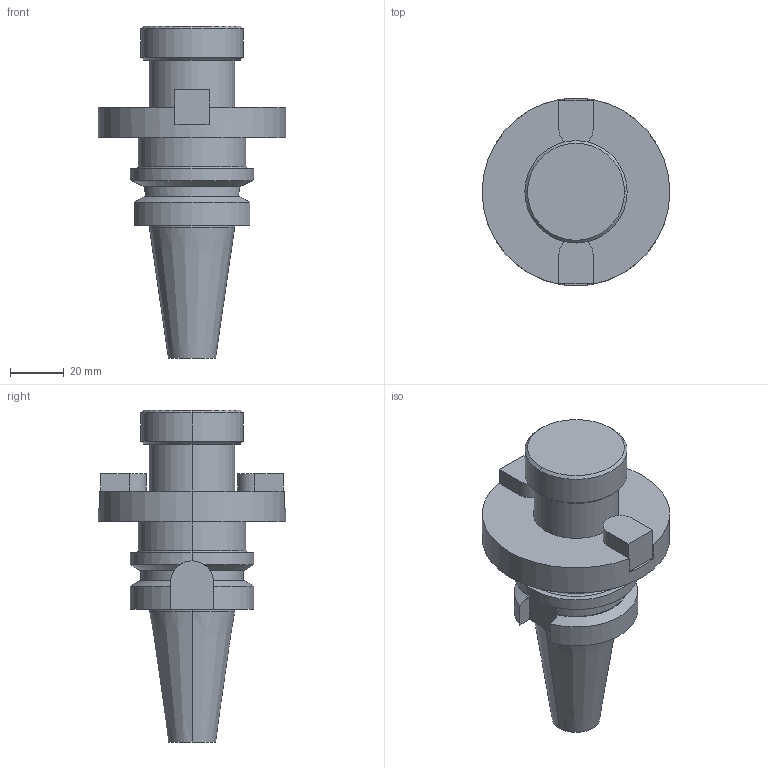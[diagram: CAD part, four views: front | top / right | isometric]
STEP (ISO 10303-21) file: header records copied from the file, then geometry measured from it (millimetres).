
FILE_DESCRIPTION (( 'STEP AP203' ), '1' );
FILE_NAME ('STP-5025-151-A72-177-1(SATE-25.151.72.177).STEP', '2021-06-22T06:43:47', ( '' ), ( '' ), 'SwSTEP 2.0', 'SolidWorks 2017', '' );
FILE_SCHEMA (( 'CONFIG_CONTROL_DESIGN' ));
Length unit declared in the file: millimetre
Products named in the file (1): STP-5025-151-A72-177-1(SATE-25.151.72.177)
Bounding box: 69.85 x 69.85 x 123.55 mm (x, y, z)
Volume: 139179.2 mm3; surface area: 26705 mm2
Topology: 2 solids, 2 shells, 75 faces, 180 edges, 114 vertices
Faces by surface type: plane 34, cylinder 27, cone 12, torus 2
Entity records: 2308 total; most frequent: CARTESIAN_POINT 472, DIRECTION 379, ORIENTED_EDGE 356, EDGE_CURVE 178, AXIS2_PLACEMENT_3D 145, VERTEX_POINT 114, LINE 89, VECTOR 89
